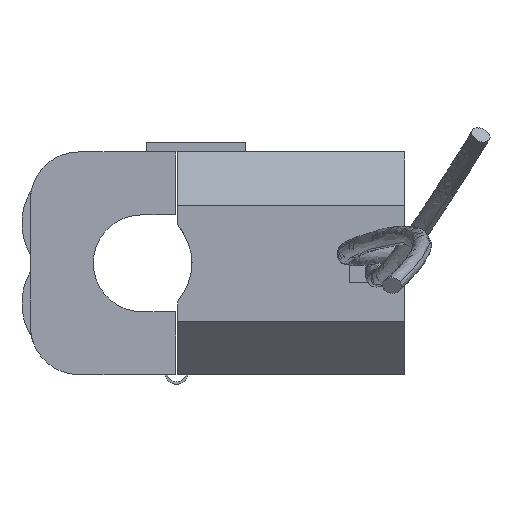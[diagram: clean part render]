
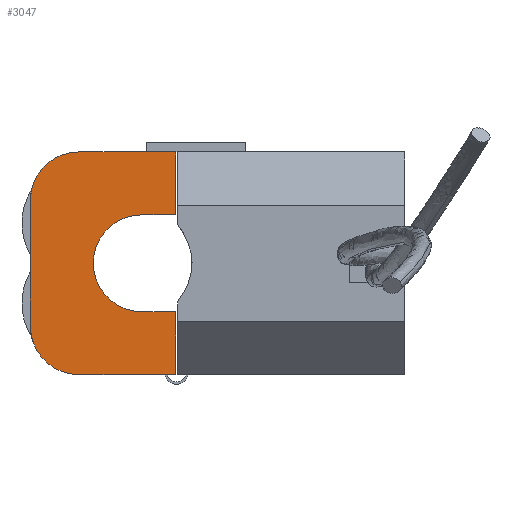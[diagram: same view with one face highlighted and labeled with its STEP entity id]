
A CAD part, left-side view. The second image highlights one B-rep face of the part: STEP entity #3047.
In plain terms, the highlighted planar face has unit normal (-1, 0, 0).
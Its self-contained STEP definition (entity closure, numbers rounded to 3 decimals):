
#5 = DIRECTION ( 'NONE',  ( 0., -1., 0. ) ) ;
#23 = CARTESIAN_POINT ( 'NONE',  ( -7.425, 23.7, 11.5 ) ) ;
#36 = LINE ( 'NONE', #23, #2801 ) ;
#401 = LINE ( 'NONE', #431, #2909 ) ;
#412 = DIRECTION ( 'NONE',  ( 0., -1., 0. ) ) ;
#431 = CARTESIAN_POINT ( 'NONE',  ( -7.425, 23.7, -5. ) ) ;
#496 = CARTESIAN_POINT ( 'NONE',  ( -7.425, 23.7, -11.5 ) ) ;
#506 = DIRECTION ( 'NONE',  ( 0., 0., -1. ) ) ;
#533 = LINE ( 'NONE', #496, #2953 ) ;
#552 = LINE ( 'NONE', #553, #2946 ) ;
#553 = CARTESIAN_POINT ( 'NONE',  ( -7.425, 23.7, 5. ) ) ;
#578 = DIRECTION ( 'NONE',  ( 0., 0., -1. ) ) ;
#599 = LINE ( 'NONE', #628, #2979 ) ;
#605 = CARTESIAN_POINT ( 'NONE',  ( -7.425, 33.7, 6.5 ) ) ;
#606 = DIRECTION ( 'NONE',  ( 0., 0., 1. ) ) ;
#609 = DIRECTION ( 'NONE',  ( 0., 1., 0. ) ) ;
#620 = DIRECTION ( 'NONE',  ( 1., 0., 0. ) ) ;
#628 = CARTESIAN_POINT ( 'NONE',  ( -7.425, 27.2, 5. ) ) ;
#641 = CARTESIAN_POINT ( 'NONE',  ( -7.425, 33.7, -6.5 ) ) ;
#655 = DIRECTION ( 'NONE',  ( 0., 0., 1. ) ) ;
#661 = DIRECTION ( 'NONE',  ( 1., 0., 0. ) ) ;
#689 = DIRECTION ( 'NONE',  ( -1., 0., 0. ) ) ;
#706 = DIRECTION ( 'NONE',  ( 0., 0., -1. ) ) ;
#717 = CARTESIAN_POINT ( 'NONE',  ( -7.425, 27.2, 0. ) ) ;
#732 = LINE ( 'NONE', #745, #2656 ) ;
#734 = LINE ( 'NONE', #756, #2655 ) ;
#745 = CARTESIAN_POINT ( 'NONE',  ( -7.425, 33.7, -11.5 ) ) ;
#752 = DIRECTION ( 'NONE',  ( 0., 1., 0. ) ) ;
#756 = CARTESIAN_POINT ( 'NONE',  ( -7.425, 38.7, 6.5 ) ) ;
#757 = DIRECTION ( 'NONE',  ( 0., 0., 1. ) ) ;
#827 = PLANE ( 'NONE',  #2719 ) ;
#835 = DIRECTION ( 'NONE',  ( 0., 0., -1. ) ) ;
#852 = CARTESIAN_POINT ( 'NONE',  ( -7.425, 27.2, 0. ) ) ;
#855 = DIRECTION ( 'NONE',  ( 1., 0., 0. ) ) ;
#1335 = ORIENTED_EDGE ( 'NONE', *, *, #3291, .F. ) ;
#1340 = ORIENTED_EDGE ( 'NONE', *, *, #3329, .F. ) ;
#1350 = ORIENTED_EDGE ( 'NONE', *, *, #3313, .F. ) ;
#1356 = ORIENTED_EDGE ( 'NONE', *, *, #3270, .F. ) ;
#1365 = ORIENTED_EDGE ( 'NONE', *, *, #3335, .F. ) ;
#1368 = ORIENTED_EDGE ( 'NONE', *, *, #3261, .F. ) ;
#1371 = ORIENTED_EDGE ( 'NONE', *, *, #3233, .F. ) ;
#1377 = ORIENTED_EDGE ( 'NONE', *, *, #3118, .F. ) ;
#1381 = ORIENTED_EDGE ( 'NONE', *, *, #3293, .F. ) ;
#1391 = ORIENTED_EDGE ( 'NONE', *, *, #3305, .F. ) ;
#1534 = CARTESIAN_POINT ( 'NONE',  ( -7.425, 38.7, -6.5 ) ) ;
#1542 = CARTESIAN_POINT ( 'NONE',  ( -7.425, 27.2, -5. ) ) ;
#1548 = CARTESIAN_POINT ( 'NONE',  ( -7.425, 27.2, 5. ) ) ;
#1559 = CARTESIAN_POINT ( 'NONE',  ( -7.425, 33.7, 11.5 ) ) ;
#1573 = CARTESIAN_POINT ( 'NONE',  ( -7.425, 23.7, -11.5 ) ) ;
#1602 = CARTESIAN_POINT ( 'NONE',  ( -7.425, 23.7, -5. ) ) ;
#1623 = CARTESIAN_POINT ( 'NONE',  ( -7.425, 23.7, 5. ) ) ;
#1628 = CARTESIAN_POINT ( 'NONE',  ( -7.425, 38.7, 6.5 ) ) ;
#1643 = CARTESIAN_POINT ( 'NONE',  ( -7.425, 23.7, 11.5 ) ) ;
#1644 = CARTESIAN_POINT ( 'NONE',  ( -7.425, 33.7, -11.5 ) ) ;
#2032 = FACE_OUTER_BOUND ( 'NONE', #2081, .T. ) ;
#2081 = EDGE_LOOP ( 'NONE', ( #1365, #1368, #1371, #1350, #1381, #1356, #1377, #1335, #1340, #1391 ) ) ;
#2389 = VERTEX_POINT ( 'NONE', #1559 ) ;
#2406 = VERTEX_POINT ( 'NONE', #1548 ) ;
#2417 = VERTEX_POINT ( 'NONE', #1534 ) ;
#2426 = VERTEX_POINT ( 'NONE', #1573 ) ;
#2440 = VERTEX_POINT ( 'NONE', #1542 ) ;
#2452 = VERTEX_POINT ( 'NONE', #1643 ) ;
#2460 = VERTEX_POINT ( 'NONE', #1623 ) ;
#2463 = VERTEX_POINT ( 'NONE', #1628 ) ;
#2464 = VERTEX_POINT ( 'NONE', #1644 ) ;
#2497 = VERTEX_POINT ( 'NONE', #1602 ) ;
#2615 = CIRCLE ( 'NONE', #2624, 5. ) ;
#2624 = AXIS2_PLACEMENT_3D ( 'NONE', #717, #689, #706 ) ;
#2655 = VECTOR ( 'NONE', #757, 1000. ) ;
#2656 = VECTOR ( 'NONE', #752, 1000. ) ;
#2719 = AXIS2_PLACEMENT_3D ( 'NONE', #852, #855, #835 ) ;
#2801 = VECTOR ( 'NONE', #5, 1000. ) ;
#2909 = VECTOR ( 'NONE', #412, 1000. ) ;
#2933 = CIRCLE ( 'NONE', #2972, 5. ) ;
#2946 = VECTOR ( 'NONE', #578, 1000. ) ;
#2953 = VECTOR ( 'NONE', #506, 1000. ) ;
#2972 = AXIS2_PLACEMENT_3D ( 'NONE', #605, #620, #606 ) ;
#2979 = VECTOR ( 'NONE', #609, 1000. ) ;
#2991 = CIRCLE ( 'NONE', #2992, 5. ) ;
#2992 = AXIS2_PLACEMENT_3D ( 'NONE', #641, #661, #655 ) ;
#3047 = ADVANCED_FACE ( 'NONE', ( #2032 ), #827, .F. ) ;
#3118 = EDGE_CURVE ( 'NONE', #2389, #2452, #36, .T. ) ;
#3233 = EDGE_CURVE ( 'NONE', #2440, #2497, #401, .T. ) ;
#3261 = EDGE_CURVE ( 'NONE', #2497, #2426, #533, .T. ) ;
#3270 = EDGE_CURVE ( 'NONE', #2452, #2460, #552, .T. ) ;
#3291 = EDGE_CURVE ( 'NONE', #2463, #2389, #2933, .T. ) ;
#3293 = EDGE_CURVE ( 'NONE', #2460, #2406, #599, .T. ) ;
#3305 = EDGE_CURVE ( 'NONE', #2464, #2417, #2991, .T. ) ;
#3313 = EDGE_CURVE ( 'NONE', #2406, #2440, #2615, .T. ) ;
#3329 = EDGE_CURVE ( 'NONE', #2417, #2463, #734, .T. ) ;
#3335 = EDGE_CURVE ( 'NONE', #2426, #2464, #732, .T. ) ;
